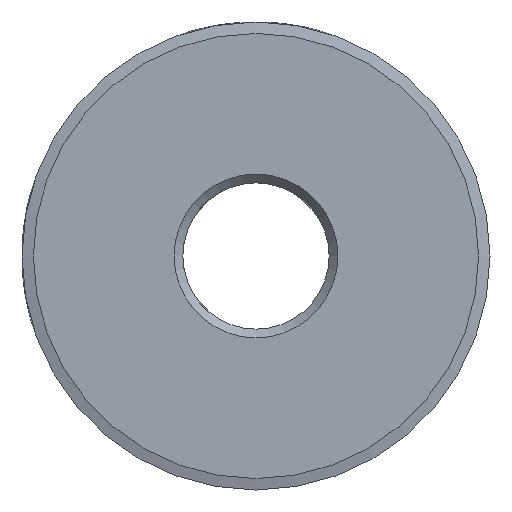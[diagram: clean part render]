
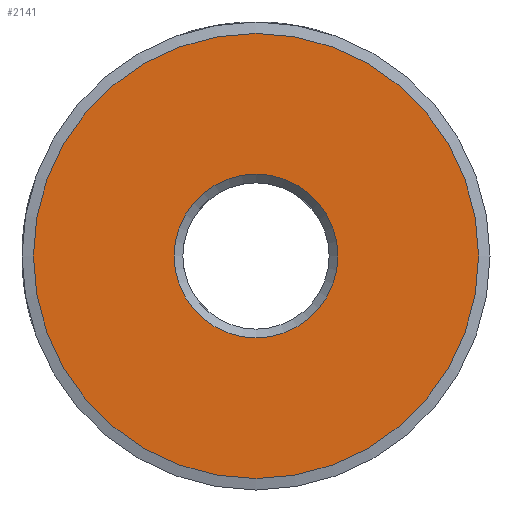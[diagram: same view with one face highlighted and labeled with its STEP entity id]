
A CAD part, left-side view. The second image highlights one B-rep face of the part: STEP entity #2141.
In plain terms, the highlighted planar face has unit normal (-1, 0, 0).
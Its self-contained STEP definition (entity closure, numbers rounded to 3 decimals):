
#21=PLANE('',#2462);
#47=FACE_BOUND('',#515,.T.);
#141=CIRCLE('',#2230,2.8);
#198=CIRCLE('',#2316,7.61);
#388=FACE_OUTER_BOUND('',#514,.T.);
#514=EDGE_LOOP('',(#1834));
#515=EDGE_LOOP('',(#1835));
#874=VERTEX_POINT('',#4163);
#967=VERTEX_POINT('',#4450);
#1095=EDGE_CURVE('',#874,#874,#141,.T.);
#1201=EDGE_CURVE('',#967,#967,#198,.T.);
#1834=ORIENTED_EDGE('',*,*,#1201,.T.);
#1835=ORIENTED_EDGE('',*,*,#1095,.T.);
#2141=ADVANCED_FACE('',(#388,#47),#21,.T.);
#2230=AXIS2_PLACEMENT_3D('',#4165,#2539,#2540);
#2316=AXIS2_PLACEMENT_3D('',#4452,#2756,#2757);
#2462=AXIS2_PLACEMENT_3D('',#5223,#3082,#3083);
#2539=DIRECTION('center_axis',(1.,0.,0.));
#2540=DIRECTION('ref_axis',(0.,0.,1.));
#2756=DIRECTION('center_axis',(-1.,0.,0.));
#2757=DIRECTION('ref_axis',(0.,0.,1.));
#3082=DIRECTION('center_axis',(-1.,0.,0.));
#3083=DIRECTION('ref_axis',(0.,0.,1.));
#4163=CARTESIAN_POINT('',(0.,0.,-2.8));
#4165=CARTESIAN_POINT('Origin',(0.,0.,0.));
#4450=CARTESIAN_POINT('',(0.,0.,7.61));
#4452=CARTESIAN_POINT('Origin',(0.,0.,0.));
#5223=CARTESIAN_POINT('Origin',(0.,0.,0.));
